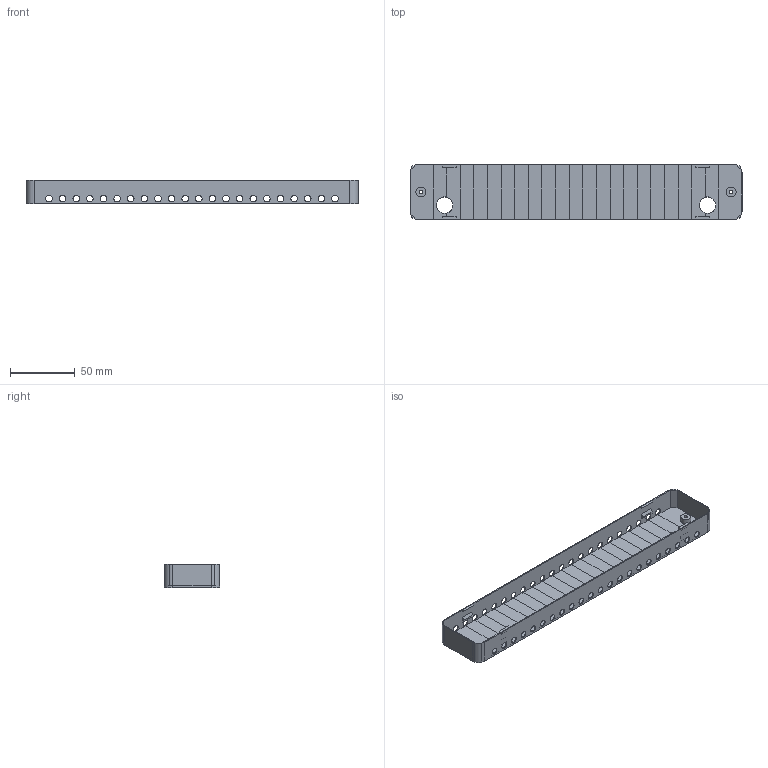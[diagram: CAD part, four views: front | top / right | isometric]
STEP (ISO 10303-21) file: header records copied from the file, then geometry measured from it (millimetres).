
FILE_DESCRIPTION(('FreeCAD Model'),'2;1');
FILE_NAME('case_v1-0.step', '2020-07-27T23:45:09',('Author'),(''), 'Open CASCADE STEP processor 7.3','FreeCAD','Unknown');
FILE_SCHEMA(('AUTOMOTIVE_DESIGN { 1 0 10303 214 1 1 1 1 }'));
Length unit declared in the file: millimetre
Products named in the file (1): Body
Bounding box: 256.54 x 43.18 x 17.78 mm (x, y, z)
Volume: 19803 mm3; surface area: 40902.4 mm2
Topology: 1 solids, 1 shells, 135 faces, 428 edges, 254 vertices
Faces by surface type: plane 81, cylinder 54
Full cylindrical faces by diameter (mm): 2.54 x2, 5.08 x44, 7.62 x2, 12.7 x2
Entity records: 10817 total; most frequent: CARTESIAN_POINT 2210, DIRECTION 1634, LINE 946, VECTOR 946, ORIENTED_EDGE 856, PCURVE 856, DEFINITIONAL_REPRESENTATION 856, EDGE_CURVE 428
